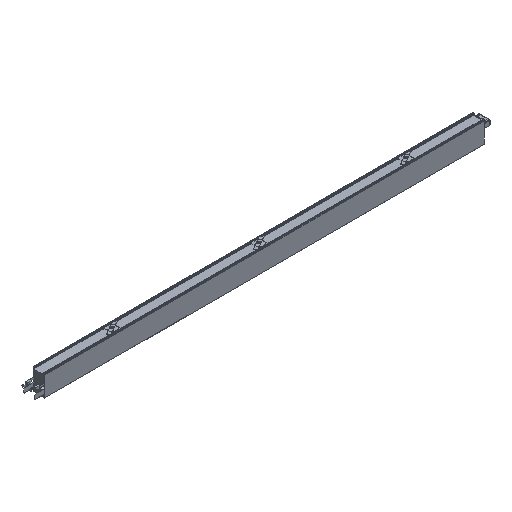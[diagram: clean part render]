
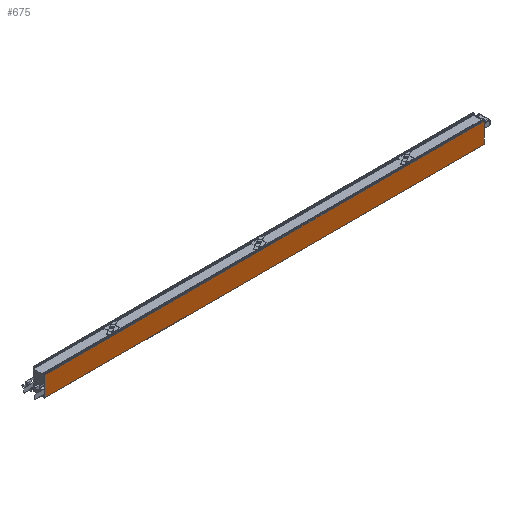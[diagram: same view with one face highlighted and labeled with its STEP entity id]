
A CAD part, isometric view. The second image highlights one B-rep face of the part: STEP entity #675.
In plain terms, the highlighted planar face has unit normal (0, -1, 0).
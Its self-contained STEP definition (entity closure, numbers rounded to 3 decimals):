
#276=PLANE('',#10905);
#675=ADVANCED_FACE('DUAL S PROFIL',(#1393),#276,.F.);
#1393=FACE_OUTER_BOUND('',#1942,.T.);
#1942=EDGE_LOOP('',(#3444,#3445,#3446,#3447));
#3444=ORIENTED_EDGE('',*,*,#7326,.F.);
#3445=ORIENTED_EDGE('',*,*,#7138,.T.);
#3446=ORIENTED_EDGE('',*,*,#7327,.T.);
#3447=ORIENTED_EDGE('',*,*,#7271,.F.);
#6053=VERTEX_POINT('',#15131);
#6054=VERTEX_POINT('',#15133);
#6185=VERTEX_POINT('',#15398);
#6186=VERTEX_POINT('',#15400);
#7138=EDGE_CURVE('',#6054,#6053,#8623,.T.);
#7271=EDGE_CURVE('',#6185,#6186,#8707,.T.);
#7326=EDGE_CURVE('LINE',#6054,#6185,#8753,.T.);
#7327=EDGE_CURVE('LINE',#6053,#6186,#8754,.T.);
#8623=LINE('',#15132,#9760);
#8707=LINE('',#15399,#9844);
#8753=LINE('',#15504,#9890);
#8754=LINE('',#15505,#9891);
#9760=VECTOR('',#12084,1.);
#9844=VECTOR('',#12270,1.);
#9890=VECTOR('',#12348,1.);
#9891=VECTOR('',#12349,1.);
#10905=AXIS2_PLACEMENT_3D('',#15506,#12350,#12351);
#12084=DIRECTION('',(0.,0.,1.));
#12270=DIRECTION('',(0.,0.,1.));
#12348=DIRECTION('',(-1.,0.,0.));
#12349=DIRECTION('',(-1.,0.,0.));
#12350=DIRECTION('',(0.,1.,0.));
#12351=DIRECTION('',(0.,0.,1.));
#15131=CARTESIAN_POINT('',(1122.,-30.,-0.266));
#15132=CARTESIAN_POINT('',(1122.,-30.,-0.266));
#15133=CARTESIAN_POINT('',(1122.,-30.,-109.666));
#15398=CARTESIAN_POINT('',(-1122.,-30.,-109.666));
#15399=CARTESIAN_POINT('',(-1122.,-30.,-0.266));
#15400=CARTESIAN_POINT('',(-1122.,-30.,-0.266));
#15504=CARTESIAN_POINT('',(-16.,-30.,-109.666));
#15505=CARTESIAN_POINT('',(-16.,-30.,-0.266));
#15506=CARTESIAN_POINT('',(-16.,-30.,-0.266));
